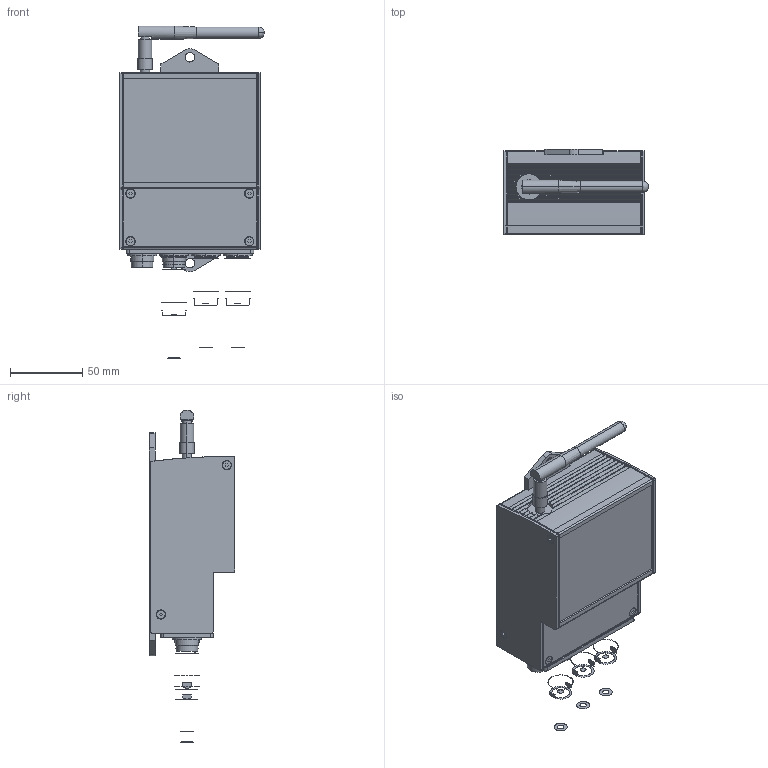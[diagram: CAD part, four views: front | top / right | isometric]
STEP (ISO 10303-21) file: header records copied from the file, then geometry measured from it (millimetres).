
FILE_DESCRIPTION((''),'2;1');
FILE_NAME('T1201181_stp.stp','2019-10-23T10:58:38',(''),(''),'Mechanical Desktop 2009','Mechanical Desktop 2009',', , ');
FILE_SCHEMA(('CONFIG_CONTROL_DESIGN'));
Length unit declared in the file: millimetre
Products named in the file (49): T1201181_STP; T1002112; T1201182; ANTENNE_RN-SMA-4A; ANTENNE_RN-SMA-4; T1002151AA; T1002151A; T1002152A; T1002152AA; SENKSCHRAUBE_I-6KT_M3X6; SENKSCHRAUBE_I-6KT_M3X6A; T1002155AA; T1002155; SENKSCHRAUBE_I-6KT_M3X8A; SENKSCHRAUBE_I-6KT_M3X8; FLANSCHSTECKER_09-0107-00-03; FLANSCHSTECKER_09-0107-00-03A; FLANSCHSTECKER_09-0115-00-05A; FLANSCHSTECKER_09-0115-00-05; KABELDOSE_99-2018-10-05A; KABELDOSE_99-2018-10-05; FLANSCHDOSE_09-0116-00-05A; FLANSCHDOSE_09-0116-00-05; KABELSTECKER_99-2017-10-05; KABELSTECKER_99-2017-10-05A; TEIL5; T1002158AA; T1002158; T1002119A; T1002119; T1002159AA; T1002159A; Flanschstecker_09-0107-00-03; T1002159; Antenne_RN-SMA-4; I-6kt_Gewindestift_M3x6; Senkschraube_I-6kt_M3x6; T1002119AA; T1002158A; Kabelstecker_99-2017-10-05 ...
Assembly tree (84 placements, depth 3):
  T1201181_STP
    T1002112
      T1201182
    ANTENNE_RN-SMA-4A
      ANTENNE_RN-SMA-4
    T1002151AA
      T1002151A
    T1002152A
      T1002152AA
    SENKSCHRAUBE_I-6KT_M3X6  x12
      SENKSCHRAUBE_I-6KT_M3X6A
    T1002155AA
      T1002155
    SENKSCHRAUBE_I-6KT_M3X8A  x4
      SENKSCHRAUBE_I-6KT_M3X8
    FLANSCHSTECKER_09-0107-00-03
      FLANSCHSTECKER_09-0107-00-03A
    FLANSCHSTECKER_09-0115-00-05A
      FLANSCHSTECKER_09-0115-00-05
    KABELDOSE_99-2018-10-05A
      KABELDOSE_99-2018-10-05
    FLANSCHDOSE_09-0116-00-05A  x2
      FLANSCHDOSE_09-0116-00-05
    KABELSTECKER_99-2017-10-05  x2
      KABELSTECKER_99-2017-10-05A
    TEIL5
    T1002158AA
      T1002158
    T1002119A
      T1002119
    T1002159AA  x2
      T1002159A
    Flanschstecker_09-0107-00-03
    T1002159  x2
    Antenne_RN-SMA-4
    I-6kt_Gewindestift_M3x6
    Senkschraube_I-6kt_M3x6  x12
    T1002119AA
    T1002158A
    Kabelstecker_99-2017-10-05  x2
    Flanschdose_09-0116-00-05  x2
    Kabeldose_99-2018-10-05
    Flanschstecker_09-0115-00-05
    Senkschraube_I-6kt_M3x8  x4
    T1002155A
    T1002152
    T1002151
    T1002118
    RM_SDB  x3
Bounding box: 99.85 x 59 x 229.1 mm (x, y, z)
Volume: 207533.7 mm3; surface area: 174712.1 mm2
Topology: 34 solids, 34 shells, 1416 faces, 3552 edges, 2410 vertices
Faces by surface type: cylinder 528, plane 504, cone 236, bspline 106, torus 24, sphere 18
Entity records: 32252 total; most frequent: CARTESIAN_POINT 8663, DIRECTION 4961, ORIENTED_EDGE 4130, EDGE_CURVE 2065, AXIS2_PLACEMENT_3D 1941, VERTEX_POINT 1328, VECTOR 1079, LINE 1079
